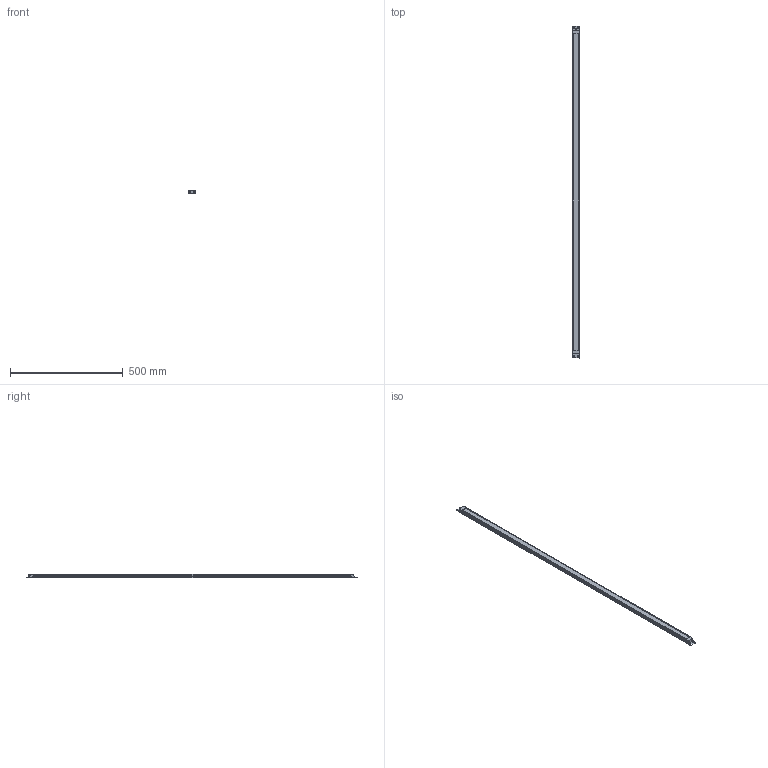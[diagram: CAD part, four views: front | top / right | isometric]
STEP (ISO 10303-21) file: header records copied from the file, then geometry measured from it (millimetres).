
FILE_DESCRIPTION(('CATIA V5 STEP Exchange','CAx-IF Rec.Pracs.--- Model Styling and Organization---1.4--- 2014-01-23'),'2;1');
FILE_NAME ('1483071-1_0', '2022-11-09T06:49:43+00:00', ('none'), ('Weidmueller'), 'CATIA Version 5-6 Release 2016 SP3 HF44', 'CATIA V5 STEP AP214', 'none');
FILE_SCHEMA(('AUTOMOTIVE_DESIGN { 1 0 10303 214 1 1 1 1 }'));
Length unit declared in the file: millimetre
Products named in the file (1): 2899940000
Bounding box: 30 x 1475 x 17.55 mm (x, y, z)
Volume: 615336.6 mm3; surface area: 194990.9 mm2
Topology: 4 solids, 4 shells, 576 faces, 1551 edges, 954 vertices
Faces by surface type: cylinder 266, plane 158, cone 64, sphere 40, bspline 28, torus 20
Entity records: 19220 total; most frequent: CARTESIAN_POINT 6228, ORIENTED_EDGE 3006, DIRECTION 2127, EDGE_CURVE 1503, VERTEX_POINT 954, AXIS2_PLACEMENT_3D 920, VECTOR 663, LINE 663
